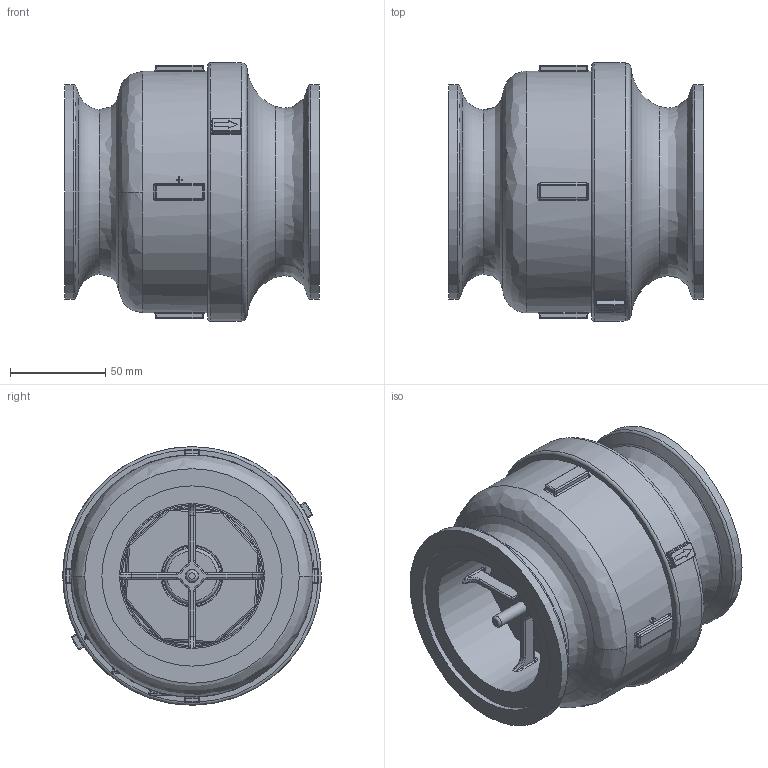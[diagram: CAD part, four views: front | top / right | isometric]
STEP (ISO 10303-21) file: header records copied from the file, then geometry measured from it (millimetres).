
FILE_DESCRIPTION(/* description */ ('3" FULL PORT MANIFOLD CHECKVALVE'),/* implementation_level */ '2;1');
FILE_NAME(/* name */ 'MCV301.stp',/* time_stamp */ '2022-11-17T11:35:00-05:00',/* author */ ('MJC'),/* organization */ (''),/* preprocessor_version */ 'ST-DEVELOPER v18.1',/* originating_system */ 'Autodesk Inventor 2022',/* authorisation */ '');
FILE_SCHEMA (('AUTOMOTIVE_DESIGN { 1 0 10303 214 3 1 1 }'));
Length unit declared in the file: inch
Products named in the file (10): MCV301; MCV30054; MCV30054X; MCV30056; MCV30056X; CV30055A; CV30155M; CV30075A; CV30155F; CV21505
Assembly tree (9 placements, depth 3):
  MCV301
    MCV30054
      MCV30054X
    MCV30056
      MCV30056X
    CV30055A
      CV30155M
      CV30075A
      CV30155F
    CV21505
Bounding box: 133.92 x 135.76 x 135.76 mm (x, y, z)
Volume: 597836.5 mm3; surface area: 199285.9 mm2
Topology: 6 solids, 6 shells, 643 faces, 1532 edges, 863 vertices
Faces by surface type: cylinder 217, plane 148, bspline 122, torus 105, sphere 38, cone 13
Full cylindrical faces by diameter (mm): 6.35 x2, 6.858 x2, 30.201 x1, 30.963 x1, 31.75 x3, 74.612 x1, 76.2 x2, 81.28 x1, 81.788 x1, 84.137 x1, 86.36 x1, 94.742 x2, 104.775 x1, 110.49 x1, 112.014 x1, 112.776 x2, 113.538 x1, 127 x1, 127.508 x1, 135.763 x1
Entity records: 24779 total; most frequent: CARTESIAN_POINT 10284, DIRECTION 3012, ORIENTED_EDGE 2956, EDGE_CURVE 1478, AXIS2_PLACEMENT_3D 1265, VERTEX_POINT 863, CIRCLE 725, EDGE_LOOP 687
